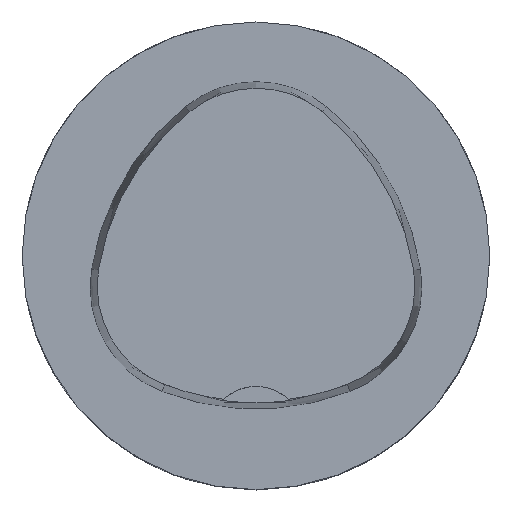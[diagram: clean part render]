
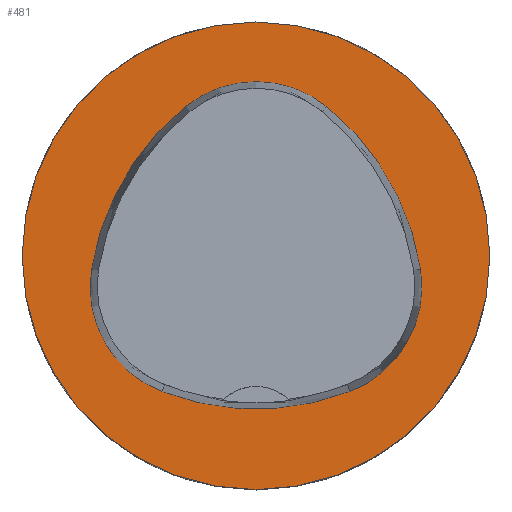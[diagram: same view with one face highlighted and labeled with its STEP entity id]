
A CAD part, top view. The second image highlights one B-rep face of the part: STEP entity #481.
In plain terms, the highlighted planar face has unit normal (0, 0, 1).
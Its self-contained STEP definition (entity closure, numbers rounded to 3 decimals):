
#209=PLANE('',#4891);
#364=FACE_BOUND('',#1052,.T.);
#365=FACE_BOUND('',#1053,.T.);
#481=ADVANCED_FACE('',(#364,#365),#209,.T.);
#1052=EDGE_LOOP('',(#2349,#2350,#2351,#2352,#2353,#2354));
#1053=EDGE_LOOP('',(#2355));
#1341=CIRCLE('',#4863,25.);
#1342=CIRCLE('',#4869,28.);
#1344=CIRCLE('',#4872,12.);
#1346=CIRCLE('',#4875,28.);
#1348=CIRCLE('',#4878,12.);
#1352=CIRCLE('',#4883,28.);
#1354=CIRCLE('',#4886,12.);
#2349=ORIENTED_EDGE('',*,*,#4057,.T.);
#2350=ORIENTED_EDGE('',*,*,#4037,.T.);
#2351=ORIENTED_EDGE('',*,*,#4041,.T.);
#2352=ORIENTED_EDGE('',*,*,#4044,.T.);
#2353=ORIENTED_EDGE('',*,*,#4047,.T.);
#2354=ORIENTED_EDGE('',*,*,#4055,.T.);
#2355=ORIENTED_EDGE('',*,*,#4028,.F.);
#3567=VERTEX_POINT('',#7477);
#3576=VERTEX_POINT('',#7496);
#3577=VERTEX_POINT('',#7497);
#3580=VERTEX_POINT('',#7505);
#3582=VERTEX_POINT('',#7511);
#3584=VERTEX_POINT('',#7517);
#3591=VERTEX_POINT('',#7538);
#4028=EDGE_CURVE('',#3567,#3567,#1341,.T.);
#4037=EDGE_CURVE('',#3576,#3577,#1342,.T.);
#4041=EDGE_CURVE('',#3577,#3580,#1344,.T.);
#4044=EDGE_CURVE('',#3580,#3582,#1346,.T.);
#4047=EDGE_CURVE('',#3582,#3584,#1348,.T.);
#4055=EDGE_CURVE('',#3584,#3591,#1352,.T.);
#4057=EDGE_CURVE('',#3591,#3576,#1354,.T.);
#4863=AXIS2_PLACEMENT_3D('',#7476,#5514,#5515);
#4869=AXIS2_PLACEMENT_3D('',#7495,#5530,#5531);
#4872=AXIS2_PLACEMENT_3D('',#7504,#5538,#5539);
#4875=AXIS2_PLACEMENT_3D('',#7510,#5545,#5546);
#4878=AXIS2_PLACEMENT_3D('',#7516,#5552,#5553);
#4883=AXIS2_PLACEMENT_3D('',#7539,#5564,#5565);
#4886=AXIS2_PLACEMENT_3D('',#7542,#5570,#5571);
#4891=AXIS2_PLACEMENT_3D('',#7547,#5580,#5581);
#5514=DIRECTION('',(0.,0.,-1.));
#5515=DIRECTION('',(-1.,0.,0.));
#5530=DIRECTION('',(0.,0.,-1.));
#5531=DIRECTION('',(-1.,0.,0.));
#5538=DIRECTION('',(0.,0.,-1.));
#5539=DIRECTION('',(-1.,0.,0.));
#5545=DIRECTION('',(0.,0.,-1.));
#5546=DIRECTION('',(-1.,0.,0.));
#5552=DIRECTION('',(0.,0.,-1.));
#5553=DIRECTION('',(-1.,0.,0.));
#5564=DIRECTION('',(0.,0.,-1.));
#5565=DIRECTION('',(-1.,0.,0.));
#5570=DIRECTION('',(0.,0.,-1.));
#5571=DIRECTION('',(-1.,0.,0.));
#5580=DIRECTION('',(0.,0.,1.));
#5581=DIRECTION('',(1.,0.,0.));
#7476=CARTESIAN_POINT('',(0.,0.,0.));
#7477=CARTESIAN_POINT('',(-25.,0.,0.));
#7495=CARTESIAN_POINT('',(10.068,-5.824,0.));
#7496=CARTESIAN_POINT('',(-17.584,-1.424,0.));
#7497=CARTESIAN_POINT('',(-7.531,15.953,0.));
#7504=CARTESIAN_POINT('',(0.011,6.62,0.));
#7505=CARTESIAN_POINT('',(7.567,15.942,0.));
#7510=CARTESIAN_POINT('',(-10.063,-5.81,0.));
#7511=CARTESIAN_POINT('',(17.59,-1.418,0.));
#7516=CARTESIAN_POINT('',(5.739,-3.3,0.));
#7517=CARTESIAN_POINT('',(10.05,-14.499,0.));
#7538=CARTESIAN_POINT('',(-10.025,-14.516,0.));
#7539=CARTESIAN_POINT('',(-0.01,11.631,0.));
#7542=CARTESIAN_POINT('',(-5.733,-3.31,0.));
#7547=CARTESIAN_POINT('',(0.,0.,0.));
